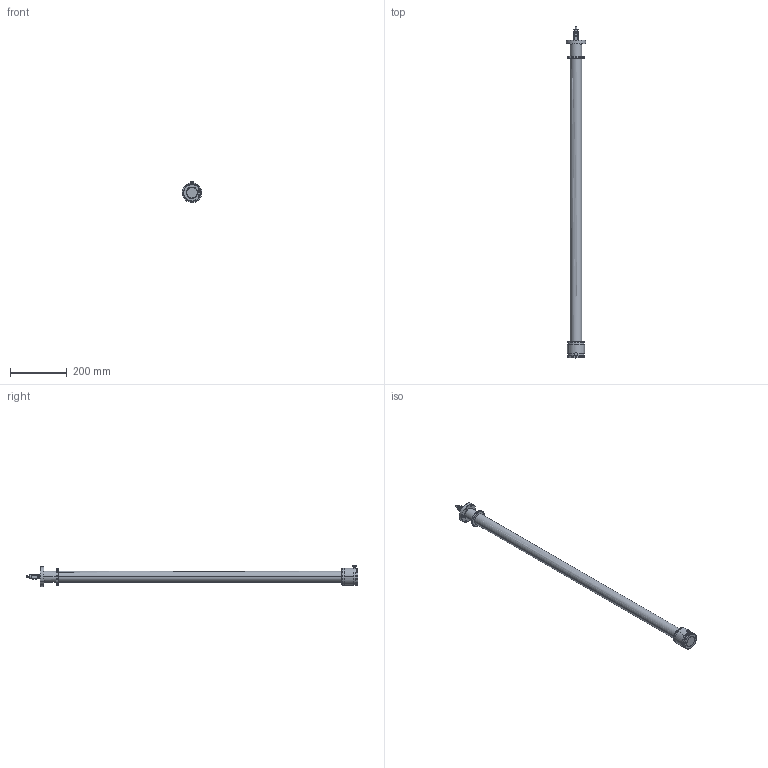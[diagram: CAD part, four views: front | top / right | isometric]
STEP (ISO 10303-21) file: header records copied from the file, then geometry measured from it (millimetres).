
FILE_DESCRIPTION(('CATIA V5 STEP Exchange','CAx-IF Rec.Pracs.--- Model Styling and Organization---1.2---2011-12-15'),'2;1');
FILE_NAME('RMJ40(H)-1000-0050.stp','2020-03-03T13:38:34+00:00',('none'),('none'),'CATIA Version 5 Release 21 SP 6 (IN-10)','CATIA V5 STEP AP214','none');
FILE_SCHEMA(('AUTOMOTIVE_DESIGN { 1 0 10303 214 1 1 1 1 }'));
Length unit declared in the file: millimetre
Products named in the file (1): RMJ40(H)-1000-0050
Bounding box: 69.49 x 1169.91 x 74.74 mm (x, y, z)
Volume: 379185.4 mm3; surface area: 452230.7 mm2
Topology: 1 solids, 19 shells, 873 faces, 2268 edges, 1415 vertices
Faces by surface type: cylinder 334, plane 299, cone 150, torus 56, sphere 34
Entity records: 26511 total; most frequent: CARTESIAN_POINT 6783, ORIENTED_EDGE 4500, DIRECTION 2906, EDGE_CURVE 2250, AXIS2_PLACEMENT_3D 1481, VERTEX_POINT 1415, EDGE_LOOP 1007, CIRCLE 977
